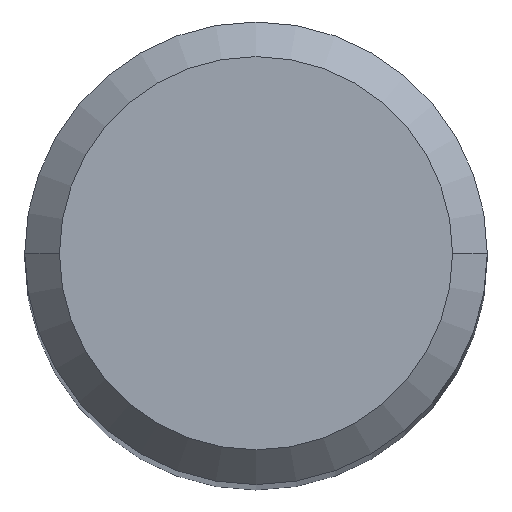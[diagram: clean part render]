
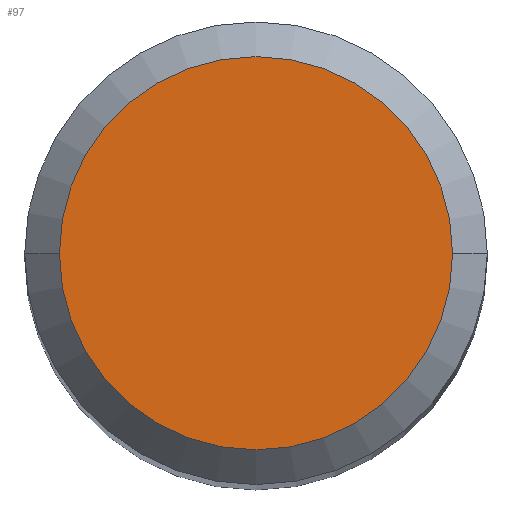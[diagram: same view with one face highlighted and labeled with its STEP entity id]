
A CAD part, top view. The second image highlights one B-rep face of the part: STEP entity #97.
In plain terms, the highlighted planar face has unit normal (0, 0, 1).
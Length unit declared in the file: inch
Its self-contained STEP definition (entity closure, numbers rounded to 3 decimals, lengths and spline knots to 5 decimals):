
#24 = AXIS2_PLACEMENT_3D ( 'NONE', #380, #166, #388 ) ;
#55 = DIRECTION ( 'NONE',  ( 1., 0., 0. ) ) ;
#70 = VERTEX_POINT ( 'NONE', #375 ) ;
#79 = VERTEX_POINT ( 'NONE', #158 ) ;
#97 = ADVANCED_FACE ( 'NONE', ( #170 ), #247, .F. ) ;
#134 = DIRECTION ( 'NONE',  ( 0., 0., 1. ) ) ;
#158 = CARTESIAN_POINT ( 'NONE',  ( 0.13387, 0., 0. ) ) ;
#165 = DIRECTION ( 'NONE',  ( 1., 0., 0. ) ) ;
#166 = DIRECTION ( 'NONE',  ( 0., 0., -1. ) ) ;
#170 = FACE_OUTER_BOUND ( 'NONE', #228, .T. ) ;
#172 = AXIS2_PLACEMENT_3D ( 'NONE', #240, #134, #55 ) ;
#207 = DIRECTION ( 'NONE',  ( 0., 0., 1. ) ) ;
#228 = EDGE_LOOP ( 'NONE', ( #337, #295 ) ) ;
#236 = EDGE_CURVE ( 'NONE', #70, #79, #412, .T. ) ;
#240 = CARTESIAN_POINT ( 'NONE',  ( 0., 0., 0. ) ) ;
#247 = PLANE ( 'NONE',  #24 ) ;
#295 = ORIENTED_EDGE ( 'NONE', *, *, #368, .T. ) ;
#302 = AXIS2_PLACEMENT_3D ( 'NONE', #379, #207, #165 ) ;
#326 = CIRCLE ( 'NONE', #172, 0.13387 ) ;
#337 = ORIENTED_EDGE ( 'NONE', *, *, #236, .T. ) ;
#368 = EDGE_CURVE ( 'NONE', #79, #70, #326, .T. ) ;
#375 = CARTESIAN_POINT ( 'NONE',  ( -0.13387, 0., 0. ) ) ;
#379 = CARTESIAN_POINT ( 'NONE',  ( 0., 0., 0. ) ) ;
#380 = CARTESIAN_POINT ( 'NONE',  ( 0., 0., 0. ) ) ;
#388 = DIRECTION ( 'NONE',  ( -1., 0., 0. ) ) ;
#412 = CIRCLE ( 'NONE', #302, 0.13387 ) ;
